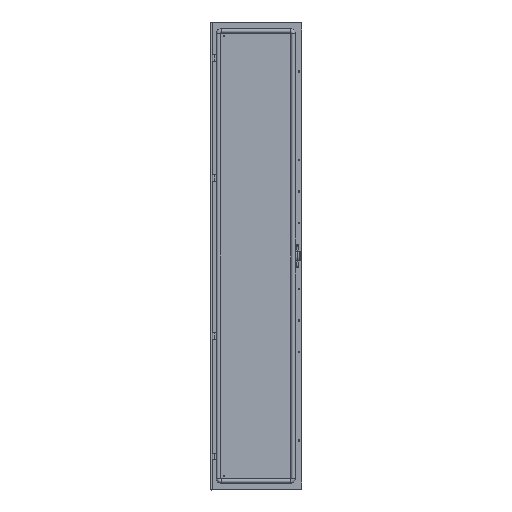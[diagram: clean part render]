
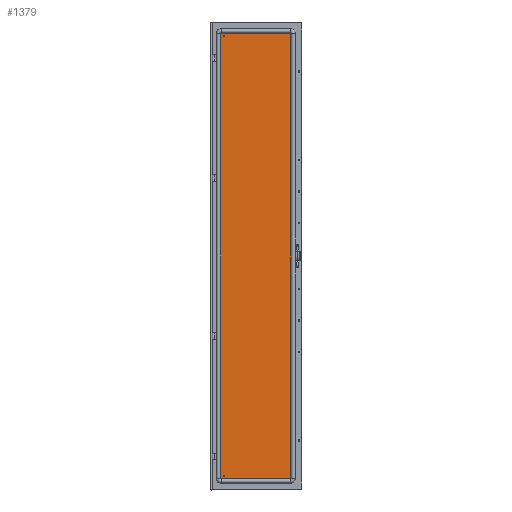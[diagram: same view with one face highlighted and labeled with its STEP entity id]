
A CAD part, left-side view. The second image highlights one B-rep face of the part: STEP entity #1379.
In plain terms, the highlighted planar face has unit normal (-1, 0, 0).
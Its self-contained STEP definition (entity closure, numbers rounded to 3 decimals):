
#1202=CARTESIAN_POINT('Vertex',(0.,135.1,938.)) ;
#1207=CARTESIAN_POINT('Axis2P3D Location',(0.,138.5,938.)) ;
#1211=CARTESIAN_POINT('Vertex',(0.,141.9,938.)) ;
#1233=CARTESIAN_POINT('Axis2P3D Location',(0.,138.5,938.)) ;
#1250=CARTESIAN_POINT('Axis2P3D Location',(0.,189.942,998.)) ;
#1256=CARTESIAN_POINT('Control Point',(0.,154.2,948.)) ;
#1257=CARTESIAN_POINT('Control Point',(0.,154.2,948.942)) ;
#1258=CARTESIAN_POINT('Control Point',(0.,153.831,949.886)) ;
#1259=CARTESIAN_POINT('Control Point',(0.,153.086,950.631)) ;
#1260=CARTESIAN_POINT('Control Point',(0.,152.142,951.)) ;
#1261=CARTESIAN_POINT('Control Point',(0.,151.2,951.)) ;
#1262=CARTESIAN_POINT('Vertex',(0.,151.2,951.)) ;
#1264=CARTESIAN_POINT('Vertex',(0.,154.2,948.)) ;
#1267=CARTESIAN_POINT('Line Origine',(0.,154.2,0.)) ;
#1271=CARTESIAN_POINT('Vertex',(0.,154.2,-948.)) ;
#1275=CARTESIAN_POINT('Control Point',(0.,151.2,-951.)) ;
#1276=CARTESIAN_POINT('Control Point',(0.,152.142,-951.)) ;
#1277=CARTESIAN_POINT('Control Point',(0.,153.086,-950.631)) ;
#1278=CARTESIAN_POINT('Control Point',(0.,153.831,-949.886)) ;
#1279=CARTESIAN_POINT('Control Point',(0.,154.2,-948.942)) ;
#1280=CARTESIAN_POINT('Control Point',(0.,154.2,-948.)) ;
#1281=CARTESIAN_POINT('Vertex',(0.,151.2,-951.)) ;
#1284=CARTESIAN_POINT('Line Origine',(0.,0.121,-951.)) ;
#1288=CARTESIAN_POINT('Vertex',(0.,-143.2,-951.)) ;
#1292=CARTESIAN_POINT('Control Point',(0.,-146.2,-948.)) ;
#1293=CARTESIAN_POINT('Control Point',(0.,-146.2,-948.942)) ;
#1294=CARTESIAN_POINT('Control Point',(0.,-145.831,-949.886)) ;
#1295=CARTESIAN_POINT('Control Point',(0.,-145.086,-950.631)) ;
#1296=CARTESIAN_POINT('Control Point',(0.,-144.142,-951.)) ;
#1297=CARTESIAN_POINT('Control Point',(0.,-143.2,-951.)) ;
#1298=CARTESIAN_POINT('Vertex',(0.,-146.2,-948.)) ;
#1301=CARTESIAN_POINT('Line Origine',(0.,-146.2,0.)) ;
#1305=CARTESIAN_POINT('Vertex',(0.,-146.2,948.)) ;
#1309=CARTESIAN_POINT('Control Point',(0.,-143.2,951.)) ;
#1310=CARTESIAN_POINT('Control Point',(0.,-144.142,951.)) ;
#1311=CARTESIAN_POINT('Control Point',(0.,-145.086,950.631)) ;
#1312=CARTESIAN_POINT('Control Point',(0.,-145.831,949.886)) ;
#1313=CARTESIAN_POINT('Control Point',(0.,-146.2,948.942)) ;
#1314=CARTESIAN_POINT('Control Point',(0.,-146.2,948.)) ;
#1315=CARTESIAN_POINT('Vertex',(0.,-143.2,951.)) ;
#1318=CARTESIAN_POINT('Line Origine',(0.,0.121,951.)) ;
#1338=CARTESIAN_POINT('Control Point',(0.,135.1,-938.)) ;
#1339=CARTESIAN_POINT('Control Point',(0.,135.1,-938.534)) ;
#1340=CARTESIAN_POINT('Control Point',(0.,135.205,-939.068)) ;
#1341=CARTESIAN_POINT('Control Point',(0.,135.415,-939.575)) ;
#1342=CARTESIAN_POINT('Control Point',(0.,136.022,-940.478)) ;
#1343=CARTESIAN_POINT('Control Point',(0.,136.925,-941.085)) ;
#1344=CARTESIAN_POINT('Control Point',(0.,137.432,-941.295)) ;
#1345=CARTESIAN_POINT('Control Point',(0.,138.5,-941.505)) ;
#1346=CARTESIAN_POINT('Control Point',(0.,139.568,-941.295)) ;
#1347=CARTESIAN_POINT('Control Point',(0.,140.075,-941.085)) ;
#1348=CARTESIAN_POINT('Control Point',(0.,140.978,-940.478)) ;
#1349=CARTESIAN_POINT('Control Point',(0.,141.585,-939.575)) ;
#1350=CARTESIAN_POINT('Control Point',(0.,141.795,-939.068)) ;
#1351=CARTESIAN_POINT('Control Point',(0.,141.9,-938.534)) ;
#1352=CARTESIAN_POINT('Control Point',(0.,141.9,-938.)) ;
#1353=CARTESIAN_POINT('Vertex',(0.,141.9,-938.)) ;
#1355=CARTESIAN_POINT('Vertex',(0.,135.1,-938.)) ;
#1359=CARTESIAN_POINT('Control Point',(0.,141.9,-938.)) ;
#1360=CARTESIAN_POINT('Control Point',(0.,141.9,-937.466)) ;
#1361=CARTESIAN_POINT('Control Point',(0.,141.795,-936.932)) ;
#1362=CARTESIAN_POINT('Control Point',(0.,141.585,-936.425)) ;
#1363=CARTESIAN_POINT('Control Point',(0.,140.978,-935.522)) ;
#1364=CARTESIAN_POINT('Control Point',(0.,140.075,-934.915)) ;
#1365=CARTESIAN_POINT('Control Point',(0.,139.568,-934.705)) ;
#1366=CARTESIAN_POINT('Control Point',(0.,138.5,-934.495)) ;
#1367=CARTESIAN_POINT('Control Point',(0.,137.432,-934.705)) ;
#1368=CARTESIAN_POINT('Control Point',(0.,136.925,-934.915)) ;
#1369=CARTESIAN_POINT('Control Point',(0.,136.022,-935.522)) ;
#1370=CARTESIAN_POINT('Control Point',(0.,135.415,-936.425)) ;
#1371=CARTESIAN_POINT('Control Point',(0.,135.205,-936.932)) ;
#1372=CARTESIAN_POINT('Control Point',(0.,135.1,-937.466)) ;
#1373=CARTESIAN_POINT('Control Point',(0.,135.1,-938.)) ;
#1208=DIRECTION('Axis2P3D Direction',(-1.,-0.,0.)) ;
#1234=DIRECTION('Axis2P3D Direction',(-1.,-0.,0.)) ;
#1251=DIRECTION('Axis2P3D Direction',(1.,0.,0.)) ;
#1252=DIRECTION('Axis2P3D XDirection',(0.,-1.,0.)) ;
#1268=DIRECTION('Vector Direction',(0.,0.,-1.)) ;
#1285=DIRECTION('Vector Direction',(0.,-1.,0.)) ;
#1302=DIRECTION('Vector Direction',(0.,0.,-1.)) ;
#1319=DIRECTION('Vector Direction',(0.,-1.,0.)) ;
#1209=AXIS2_PLACEMENT_3D('Circle Axis2P3D',#1207,#1208,$) ;
#1235=AXIS2_PLACEMENT_3D('Circle Axis2P3D',#1233,#1234,$) ;
#1253=AXIS2_PLACEMENT_3D('Plane Axis2P3D',#1250,#1251,#1252) ;
#1324=ORIENTED_EDGE('',*,*,#1266,.T.) ;
#1325=ORIENTED_EDGE('',*,*,#1273,.T.) ;
#1326=ORIENTED_EDGE('',*,*,#1283,.T.) ;
#1327=ORIENTED_EDGE('',*,*,#1290,.F.) ;
#1328=ORIENTED_EDGE('',*,*,#1300,.T.) ;
#1329=ORIENTED_EDGE('',*,*,#1307,.T.) ;
#1330=ORIENTED_EDGE('',*,*,#1317,.T.) ;
#1331=ORIENTED_EDGE('',*,*,#1322,.F.) ;
#1334=ORIENTED_EDGE('',*,*,#1237,.F.) ;
#1335=ORIENTED_EDGE('',*,*,#1213,.F.) ;
#1376=ORIENTED_EDGE('',*,*,#1357,.F.) ;
#1377=ORIENTED_EDGE('',*,*,#1374,.F.) ;
#1336=FACE_BOUND('',#1333,.T.) ;
#1378=FACE_BOUND('',#1375,.T.) ;
#1269=VECTOR('Line Direction',#1268,1.) ;
#1286=VECTOR('Line Direction',#1285,1.) ;
#1303=VECTOR('Line Direction',#1302,1.) ;
#1320=VECTOR('Line Direction',#1319,1.) ;
#1379=ADVANCED_FACE('Body.8',(#1332,#1336,#1378),#1254,.F.) ;
#1255=B_SPLINE_CURVE_WITH_KNOTS('',5,(#1256,#1257,#1258,#1259,#1260,#1261),.UNSPECIFIED.,.F.,.U.,(6,6),(9.425,14.137),.UNSPECIFIED.) ;
#1274=B_SPLINE_CURVE_WITH_KNOTS('',5,(#1275,#1276,#1277,#1278,#1279,#1280),.UNSPECIFIED.,.F.,.U.,(6,6),(4.712,9.425),.UNSPECIFIED.) ;
#1291=B_SPLINE_CURVE_WITH_KNOTS('',5,(#1292,#1293,#1294,#1295,#1296,#1297),.UNSPECIFIED.,.F.,.U.,(6,6),(0.,4.712),.UNSPECIFIED.) ;
#1308=B_SPLINE_CURVE_WITH_KNOTS('',5,(#1309,#1310,#1311,#1312,#1313,#1314),.UNSPECIFIED.,.F.,.U.,(6,6),(14.137,18.85),.UNSPECIFIED.) ;
#1337=B_SPLINE_CURVE_WITH_KNOTS('',5,(#1338,#1339,#1340,#1341,#1342,#1343,#1344,#1345,#1346,#1347,#1348,#1349,#1350,#1351,#1352),.UNSPECIFIED.,.F.,.U.,(6,3,3,3,6),(0.,2.67,5.341,8.011,10.681),.UNSPECIFIED.) ;
#1358=B_SPLINE_CURVE_WITH_KNOTS('',5,(#1359,#1360,#1361,#1362,#1363,#1364,#1365,#1366,#1367,#1368,#1369,#1370,#1371,#1372,#1373),.UNSPECIFIED.,.F.,.U.,(6,3,3,3,6),(10.681,13.352,16.022,18.692,21.363),.UNSPECIFIED.) ;
#1210=CIRCLE('generated circle',#1209,3.4) ;
#1236=CIRCLE('generated circle',#1235,3.4) ;
#1213=EDGE_CURVE('',#1203,#1212,#1210,.T.) ;
#1237=EDGE_CURVE('',#1212,#1203,#1236,.T.) ;
#1266=EDGE_CURVE('',#1263,#1265,#1255,.F.) ;
#1273=EDGE_CURVE('',#1265,#1272,#1270,.T.) ;
#1283=EDGE_CURVE('',#1272,#1282,#1274,.F.) ;
#1290=EDGE_CURVE('',#1289,#1282,#1287,.F.) ;
#1300=EDGE_CURVE('',#1289,#1299,#1291,.F.) ;
#1307=EDGE_CURVE('',#1299,#1306,#1304,.F.) ;
#1317=EDGE_CURVE('',#1306,#1316,#1308,.F.) ;
#1322=EDGE_CURVE('',#1263,#1316,#1321,.T.) ;
#1357=EDGE_CURVE('',#1354,#1356,#1337,.F.) ;
#1374=EDGE_CURVE('',#1356,#1354,#1358,.F.) ;
#1323=EDGE_LOOP('',(#1324,#1325,#1326,#1327,#1328,#1329,#1330,#1331)) ;
#1333=EDGE_LOOP('',(#1334,#1335)) ;
#1375=EDGE_LOOP('',(#1376,#1377)) ;
#1332=FACE_OUTER_BOUND('',#1323,.T.) ;
#1270=LINE('Line',#1267,#1269) ;
#1287=LINE('Line',#1284,#1286) ;
#1304=LINE('Line',#1301,#1303) ;
#1321=LINE('Line',#1318,#1320) ;
#1254=PLANE('',#1253) ;
#1203=VERTEX_POINT('',#1202) ;
#1212=VERTEX_POINT('',#1211) ;
#1263=VERTEX_POINT('',#1262) ;
#1265=VERTEX_POINT('',#1264) ;
#1272=VERTEX_POINT('',#1271) ;
#1282=VERTEX_POINT('',#1281) ;
#1289=VERTEX_POINT('',#1288) ;
#1299=VERTEX_POINT('',#1298) ;
#1306=VERTEX_POINT('',#1305) ;
#1316=VERTEX_POINT('',#1315) ;
#1354=VERTEX_POINT('',#1353) ;
#1356=VERTEX_POINT('',#1355) ;
